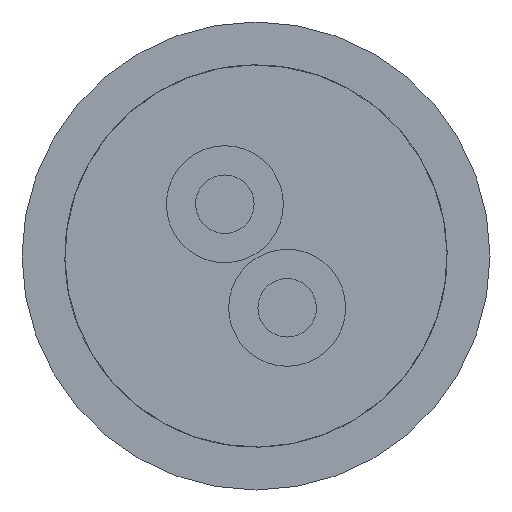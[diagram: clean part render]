
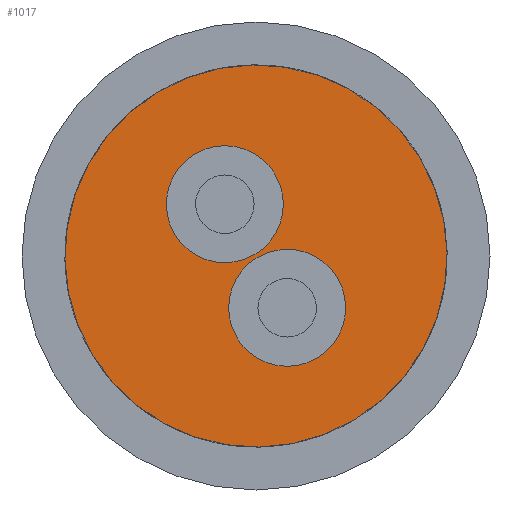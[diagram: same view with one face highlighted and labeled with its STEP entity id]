
A CAD part, front view. The second image highlights one B-rep face of the part: STEP entity #1017.
In plain terms, the highlighted face is planar.
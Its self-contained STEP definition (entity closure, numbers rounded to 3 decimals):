
#10 = AXIS2_PLACEMENT_3D ( 'NONE', #108, #296, #376 ) ;
#25 = FACE_BOUND ( 'NONE', #179, .T. ) ;
#38 = CARTESIAN_POINT ( 'NONE',  ( 0., 0., 0. ) ) ;
#39 = DIRECTION ( 'NONE',  ( 0., 0., -1. ) ) ;
#42 = ORIENTED_EDGE ( 'NONE', *, *, #578, .F. ) ;
#76 = AXIS2_PLACEMENT_3D ( 'NONE', #864, #39, #407 ) ;
#108 = CARTESIAN_POINT ( 'NONE',  ( 0.775, 0., 0. ) ) ;
#126 = CARTESIAN_POINT ( 'NONE',  ( -1.525, 0., 0. ) ) ;
#158 = VERTEX_POINT ( 'NONE', #183 ) ;
#179 = EDGE_LOOP ( 'NONE', ( #322, #312 ) ) ;
#183 = CARTESIAN_POINT ( 'NONE',  ( 2.45, 0., 0. ) ) ;
#246 = DIRECTION ( 'NONE',  ( 1., 0., 0. ) ) ;
#259 = ORIENTED_EDGE ( 'NONE', *, *, #779, .F. ) ;
#293 = FACE_BOUND ( 'NONE', #1105, .T. ) ;
#296 = DIRECTION ( 'NONE',  ( 0., 0., -1. ) ) ;
#300 = CARTESIAN_POINT ( 'NONE',  ( 0., 0., 0. ) ) ;
#301 = VERTEX_POINT ( 'NONE', #983 ) ;
#308 = CARTESIAN_POINT ( 'NONE',  ( -0.025, 0., 0. ) ) ;
#312 = ORIENTED_EDGE ( 'NONE', *, *, #897, .F. ) ;
#319 = DIRECTION ( 'NONE',  ( 0., 0., -1. ) ) ;
#322 = ORIENTED_EDGE ( 'NONE', *, *, #534, .F. ) ;
#376 = DIRECTION ( 'NONE',  ( 1., 0., 0. ) ) ;
#383 = CIRCLE ( 'NONE', #76, 0.75 ) ;
#385 = DIRECTION ( 'NONE',  ( 0., 0., 1. ) ) ;
#406 = DIRECTION ( 'NONE',  ( 0., 0., 1. ) ) ;
#407 = DIRECTION ( 'NONE',  ( -1., 0., 0. ) ) ;
#432 = VERTEX_POINT ( 'NONE', #308 ) ;
#463 = DIRECTION ( 'NONE',  ( 0., 0., -1. ) ) ;
#468 = VERTEX_POINT ( 'NONE', #691 ) ;
#483 = AXIS2_PLACEMENT_3D ( 'NONE', #38, #406, #497 ) ;
#497 = DIRECTION ( 'NONE',  ( 1., 0., 0. ) ) ;
#517 = DIRECTION ( 'NONE',  ( 0., 0., 1. ) ) ;
#527 = VERTEX_POINT ( 'NONE', #126 ) ;
#532 = EDGE_LOOP ( 'NONE', ( #259, #825 ) ) ;
#534 = EDGE_CURVE ( 'NONE', #432, #527, #383, .T. ) ;
#545 = AXIS2_PLACEMENT_3D ( 'NONE', #1135, #319, #1045 ) ;
#575 = CIRCLE ( 'NONE', #679, 0.75 ) ;
#578 = EDGE_CURVE ( 'NONE', #625, #301, #1109, .T. ) ;
#584 = AXIS2_PLACEMENT_3D ( 'NONE', #300, #385, #940 ) ;
#625 = VERTEX_POINT ( 'NONE', #880 ) ;
#661 = AXIS2_PLACEMENT_3D ( 'NONE', #693, #517, #246 ) ;
#679 = AXIS2_PLACEMENT_3D ( 'NONE', #722, #463, #1070 ) ;
#691 = CARTESIAN_POINT ( 'NONE',  ( -2.45, 0., 0. ) ) ;
#693 = CARTESIAN_POINT ( 'NONE',  ( 0., 0., 0. ) ) ;
#722 = CARTESIAN_POINT ( 'NONE',  ( -0.775, 0., 0. ) ) ;
#770 = FACE_OUTER_BOUND ( 'NONE', #532, .T. ) ;
#779 = EDGE_CURVE ( 'NONE', #468, #158, #1158, .T. ) ;
#804 = CIRCLE ( 'NONE', #483, 2.45 ) ;
#825 = ORIENTED_EDGE ( 'NONE', *, *, #1067, .F. ) ;
#857 = PLANE ( 'NONE',  #584 ) ;
#864 = CARTESIAN_POINT ( 'NONE',  ( -0.775, 0., 0. ) ) ;
#880 = CARTESIAN_POINT ( 'NONE',  ( 0.025, 0., 0. ) ) ;
#895 = ORIENTED_EDGE ( 'NONE', *, *, #968, .F. ) ;
#897 = EDGE_CURVE ( 'NONE', #527, #432, #575, .T. ) ;
#940 = DIRECTION ( 'NONE',  ( 1., 0., 0. ) ) ;
#968 = EDGE_CURVE ( 'NONE', #301, #625, #1132, .T. ) ;
#983 = CARTESIAN_POINT ( 'NONE',  ( 1.525, 0., 0. ) ) ;
#1017 = ADVANCED_FACE ( 'NONE', ( #293, #25, #770 ), #857, .F. ) ;
#1045 = DIRECTION ( 'NONE',  ( 1., 0., 0. ) ) ;
#1067 = EDGE_CURVE ( 'NONE', #158, #468, #804, .T. ) ;
#1070 = DIRECTION ( 'NONE',  ( -1., 0., 0. ) ) ;
#1105 = EDGE_LOOP ( 'NONE', ( #895, #42 ) ) ;
#1109 = CIRCLE ( 'NONE', #545, 0.75 ) ;
#1132 = CIRCLE ( 'NONE', #10, 0.75 ) ;
#1135 = CARTESIAN_POINT ( 'NONE',  ( 0.775, 0., 0. ) ) ;
#1158 = CIRCLE ( 'NONE', #661, 2.45 ) ;
